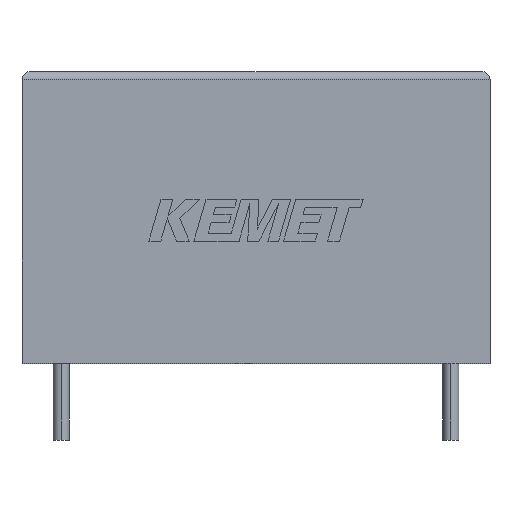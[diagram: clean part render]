
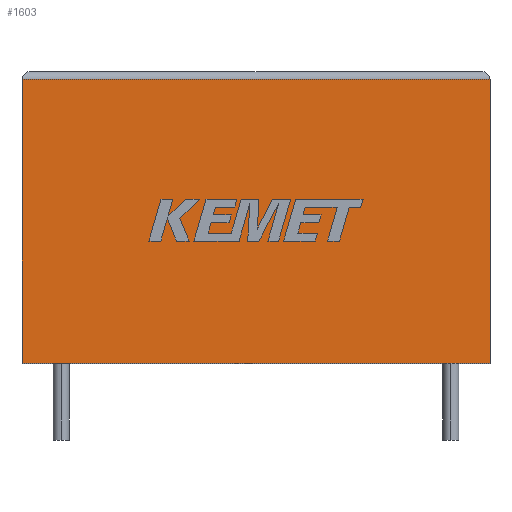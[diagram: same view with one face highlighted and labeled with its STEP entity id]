
A CAD part, top view. The second image highlights one B-rep face of the part: STEP entity #1603.
In plain terms, the highlighted planar face has unit normal (0, 0, 1).
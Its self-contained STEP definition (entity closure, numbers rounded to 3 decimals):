
#15 = EDGE_CURVE ( 'NONE', #801, #554, #1350, .T. ) ;
#19 = CARTESIAN_POINT ( 'NONE',  ( 30.5, 0., 12.1 ) ) ;
#87 = VECTOR ( 'NONE', #2307, 1000. ) ;
#114 = ORIENTED_EDGE ( 'NONE', *, *, #1586, .T. ) ;
#141 = ORIENTED_EDGE ( 'NONE', *, *, #15, .T. ) ;
#171 = VERTEX_POINT ( 'NONE', #387 ) ;
#215 = LINE ( 'NONE', #1542, #87 ) ;
#384 = CARTESIAN_POINT ( 'NONE',  ( 0., 0., 12.1 ) ) ;
#387 = CARTESIAN_POINT ( 'NONE',  ( 0., 0., 12.1 ) ) ;
#510 = VECTOR ( 'NONE', #2469, 1000. ) ;
#532 = DIRECTION ( 'NONE',  ( 0., -1., 0. ) ) ;
#554 = VERTEX_POINT ( 'NONE', #1430 ) ;
#638 = ORIENTED_EDGE ( 'NONE', *, *, #1405, .T. ) ;
#762 = PLANE ( 'NONE',  #885 ) ;
#763 = CARTESIAN_POINT ( 'NONE',  ( 30.5, 18.5, 12.1 ) ) ;
#768 = ORIENTED_EDGE ( 'NONE', *, *, #845, .T. ) ;
#801 = VERTEX_POINT ( 'NONE', #763 ) ;
#845 = EDGE_CURVE ( 'NONE', #1656, #801, #2151, .T. ) ;
#863 = VECTOR ( 'NONE', #532, 1000. ) ;
#885 = AXIS2_PLACEMENT_3D ( 'NONE', #384, #1708, #2288 ) ;
#1190 = CARTESIAN_POINT ( 'NONE',  ( 30.5, 0., 12.1 ) ) ;
#1350 = LINE ( 'NONE', #2042, #2423 ) ;
#1405 = EDGE_CURVE ( 'NONE', #554, #171, #1691, .T. ) ;
#1430 = CARTESIAN_POINT ( 'NONE',  ( 0., 18.5, 12.1 ) ) ;
#1542 = CARTESIAN_POINT ( 'NONE',  ( 0., 0., 12.1 ) ) ;
#1586 = EDGE_CURVE ( 'NONE', #171, #1656, #215, .T. ) ;
#1603 = ADVANCED_FACE ( 'NONE', ( #1660 ), #762, .F. ) ;
#1656 = VERTEX_POINT ( 'NONE', #1190 ) ;
#1660 = FACE_OUTER_BOUND ( 'NONE', #2326, .T. ) ;
#1677 = CARTESIAN_POINT ( 'NONE',  ( 0., 0., 12.1 ) ) ;
#1691 = LINE ( 'NONE', #1677, #863 ) ;
#1708 = DIRECTION ( 'NONE',  ( 0., 0., -1. ) ) ;
#2042 = CARTESIAN_POINT ( 'NONE',  ( 0., 18.5, 12.1 ) ) ;
#2151 = LINE ( 'NONE', #19, #510 ) ;
#2236 = DIRECTION ( 'NONE',  ( -1., 0., 0. ) ) ;
#2288 = DIRECTION ( 'NONE',  ( -1., 0., 0. ) ) ;
#2307 = DIRECTION ( 'NONE',  ( 1., 0., 0. ) ) ;
#2326 = EDGE_LOOP ( 'NONE', ( #768, #141, #638, #114 ) ) ;
#2423 = VECTOR ( 'NONE', #2236, 1000. ) ;
#2469 = DIRECTION ( 'NONE',  ( 0., 1., 0. ) ) ;
